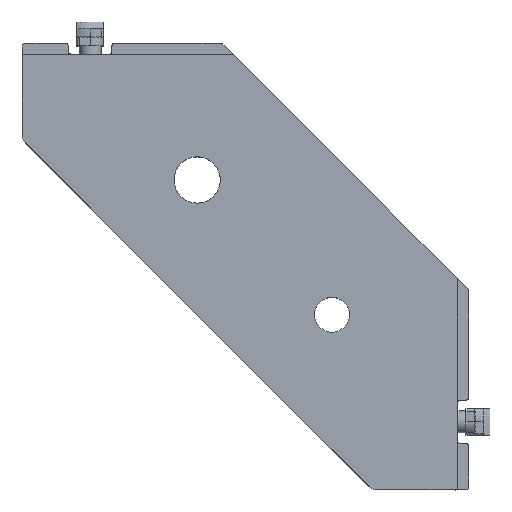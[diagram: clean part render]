
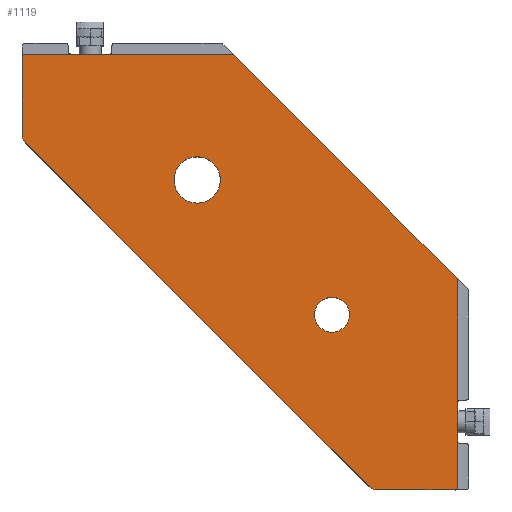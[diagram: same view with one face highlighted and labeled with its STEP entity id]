
A CAD part, top view. The second image highlights one B-rep face of the part: STEP entity #1119.
In plain terms, the highlighted face is planar.
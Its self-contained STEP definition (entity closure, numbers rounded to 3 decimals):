
#1119=ADVANCED_FACE('',(#1417,#1418,#1419),#1420,.T.);
#1417=FACE_BOUND('',#1850,.T.);
#1418=FACE_BOUND('',#1851,.T.);
#1419=FACE_OUTER_BOUND('',#1852,.T.);
#1420=PLANE('',#1853);
#1850=EDGE_LOOP('',(#2837));
#1851=EDGE_LOOP('',(#2838));
#1852=EDGE_LOOP('',(#2839,#2840,#2841,#2842,#2843,#2844,#2845,#2846,#2847,#2848,#2849,#2850));
#1853=AXIS2_PLACEMENT_3D('',#2851,#2852,#2853);
#2837=ORIENTED_EDGE('',*,*,#3956,.T.);
#2838=ORIENTED_EDGE('',*,*,#3955,.T.);
#2839=ORIENTED_EDGE('',*,*,#3957,.F.);
#2840=ORIENTED_EDGE('',*,*,#3958,.F.);
#2841=ORIENTED_EDGE('',*,*,#3959,.T.);
#2842=ORIENTED_EDGE('',*,*,#3960,.F.);
#2843=ORIENTED_EDGE('',*,*,#3961,.T.);
#2844=ORIENTED_EDGE('',*,*,#3962,.F.);
#2845=ORIENTED_EDGE('',*,*,#3963,.T.);
#2846=ORIENTED_EDGE('',*,*,#3964,.F.);
#2847=ORIENTED_EDGE('',*,*,#3965,.T.);
#2848=ORIENTED_EDGE('',*,*,#3966,.F.);
#2849=ORIENTED_EDGE('',*,*,#3967,.F.);
#2850=ORIENTED_EDGE('',*,*,#3968,.F.);
#2851=CARTESIAN_POINT('',(80.,12.0,-80.));
#2852=DIRECTION('',(0.,1.0,0.));
#2853=DIRECTION('',(1.0,0.,0.0));
#3955=EDGE_CURVE('',#4660,#4660,#4661,.T.);
#3956=EDGE_CURVE('',#4662,#4662,#4663,.T.);
#3957=EDGE_CURVE('',#4664,#4665,#4666,.T.);
#3958=EDGE_CURVE('',#4667,#4664,#4668,.T.);
#3959=EDGE_CURVE('',#4667,#4669,#4670,.T.);
#3960=EDGE_CURVE('',#4671,#4669,#4672,.T.);
#3961=EDGE_CURVE('',#4671,#4673,#4674,.T.);
#3962=EDGE_CURVE('',#4675,#4673,#4676,.T.);
#3963=EDGE_CURVE('',#4675,#4677,#4678,.T.);
#3964=EDGE_CURVE('',#4679,#4677,#4680,.T.);
#3965=EDGE_CURVE('',#4679,#4681,#4682,.T.);
#3966=EDGE_CURVE('',#4683,#4681,#4684,.T.);
#3967=EDGE_CURVE('',#4685,#4683,#4686,.T.);
#3968=EDGE_CURVE('',#4665,#4685,#4687,.T.);
#4660=VERTEX_POINT('',#5830);
#4661=CIRCLE('',#5831,6.4);
#4662=VERTEX_POINT('',#5832);
#4663=CIRCLE('',#5833,8.5);
#4664=VERTEX_POINT('',#5834);
#4665=VERTEX_POINT('',#5835);
#4666=CIRCLE('',#5836,4.0);
#4667=VERTEX_POINT('',#5837);
#4668=LINE('',#5838,#5839);
#4669=VERTEX_POINT('',#5840);
#4670=CIRCLE('',#5841,1.);
#4671=VERTEX_POINT('',#5842);
#4672=LINE('',#5843,#5844);
#4673=VERTEX_POINT('',#5845);
#4674=CIRCLE('',#5846,1.);
#4675=VERTEX_POINT('',#5847);
#4676=LINE('',#5848,#5849);
#4677=VERTEX_POINT('',#5850);
#4678=CIRCLE('',#5851,1.);
#4679=VERTEX_POINT('',#5852);
#4680=LINE('',#5853,#5854);
#4681=VERTEX_POINT('',#5855);
#4682=CIRCLE('',#5856,1.);
#4683=VERTEX_POINT('',#5857);
#4684=LINE('',#5858,#5859);
#4685=VERTEX_POINT('',#5860);
#4686=CIRCLE('',#5861,4.);
#4687=LINE('',#5862,#5863);
#5830=CARTESIAN_POINT('',(102.102,12.0,46.205));
#5831=AXIS2_PLACEMENT_3D('',#6897,#6898,#6899);
#5832=CARTESIAN_POINT('',(54.705,12.0,95.702));
#5833=AXIS2_PLACEMENT_3D('',#6900,#6901,#6902);
#5834=CARTESIAN_POINT('',(160.,12.0,29.747));
#5835=CARTESIAN_POINT('',(158.828,12.0,32.576));
#5836=AXIS2_PLACEMENT_3D('',#6903,#6904,#6905);
#5837=CARTESIAN_POINT('',(160.,12.0,1.));
#5838=CARTESIAN_POINT('',(160.,12.0,1.));
#5839=VECTOR('',#6906,1.0);
#5840=CARTESIAN_POINT('',(159.,12.0,0.));
#5841=AXIS2_PLACEMENT_3D('',#6907,#6908,#6909);
#5842=CARTESIAN_POINT('',(82.924,12.0,0.));
#5843=CARTESIAN_POINT('',(82.924,12.0,0.));
#5844=VECTOR('',#6910,1.0);
#5845=CARTESIAN_POINT('',(82.217,12.0,0.293));
#5846=AXIS2_PLACEMENT_3D('',#6911,#6912,#6913);
#5847=CARTESIAN_POINT('',(0.293,12.0,82.217));
#5848=CARTESIAN_POINT('',(-3.707,12.0,86.217));
#5849=VECTOR('',#6914,1.0);
#5850=CARTESIAN_POINT('',(0.0,12.0,82.924));
#5851=AXIS2_PLACEMENT_3D('',#6915,#6916,#6917);
#5852=CARTESIAN_POINT('',(0.0,12.0,159.));
#5853=CARTESIAN_POINT('',(0.,12.0,82.924));
#5854=VECTOR('',#6918,1.0);
#5855=CARTESIAN_POINT('',(1.,12.0,160.));
#5856=AXIS2_PLACEMENT_3D('',#6919,#6920,#6921);
#5857=CARTESIAN_POINT('',(29.747,12.0,160.));
#5858=CARTESIAN_POINT('',(-3.,12.0,160.));
#5859=VECTOR('',#6922,1.0);
#5860=CARTESIAN_POINT('',(32.576,12.0,158.828));
#5861=AXIS2_PLACEMENT_3D('',#6923,#6924,#6925);
#5862=CARTESIAN_POINT('',(32.576,12.0,158.828));
#5863=VECTOR('',#6926,1.0);
#6897=CARTESIAN_POINT('',(95.702,12.0,46.205));
#6898=DIRECTION('',(0.,-1.0,0.));
#6899=DIRECTION('',(1.0,0.,0.0));
#6900=CARTESIAN_POINT('',(46.205,12.0,95.702));
#6901=DIRECTION('',(0.,-1.0,0.));
#6902=DIRECTION('',(1.0,0.,0.0));
#6903=CARTESIAN_POINT('',(156.,12.0,29.747));
#6904=DIRECTION('',(0.,-1.0,0.));
#6905=DIRECTION('',(-1.0,0.,0.0));
#6906=DIRECTION('',(0.,0.0,1.0));
#6907=CARTESIAN_POINT('',(159.,12.0,1.));
#6908=DIRECTION('',(0.,1.0,0.));
#6909=DIRECTION('',(-1.0,0.,0.0));
#6910=DIRECTION('',(1.0,0.0,0.));
#6911=CARTESIAN_POINT('',(82.924,12.0,1.));
#6912=DIRECTION('',(0.,1.0,0.));
#6913=DIRECTION('',(-1.0,0.,0.0));
#6914=DIRECTION('',(0.707,0.0,-0.707));
#6915=CARTESIAN_POINT('',(1.,12.0,82.924));
#6916=DIRECTION('',(0.,1.0,0.));
#6917=DIRECTION('',(-1.0,0.,0.0));
#6918=DIRECTION('',(0.,0.,-1.0));
#6919=CARTESIAN_POINT('',(1.,12.0,159.));
#6920=DIRECTION('',(0.,1.0,0.));
#6921=DIRECTION('',(-1.0,0.,0.0));
#6922=DIRECTION('',(-1.0,0.0,0.));
#6923=CARTESIAN_POINT('',(29.747,12.0,156.));
#6924=DIRECTION('',(0.,-1.0,0.));
#6925=DIRECTION('',(-1.0,0.,0.0));
#6926=DIRECTION('',(-0.707,0.0,0.707));
